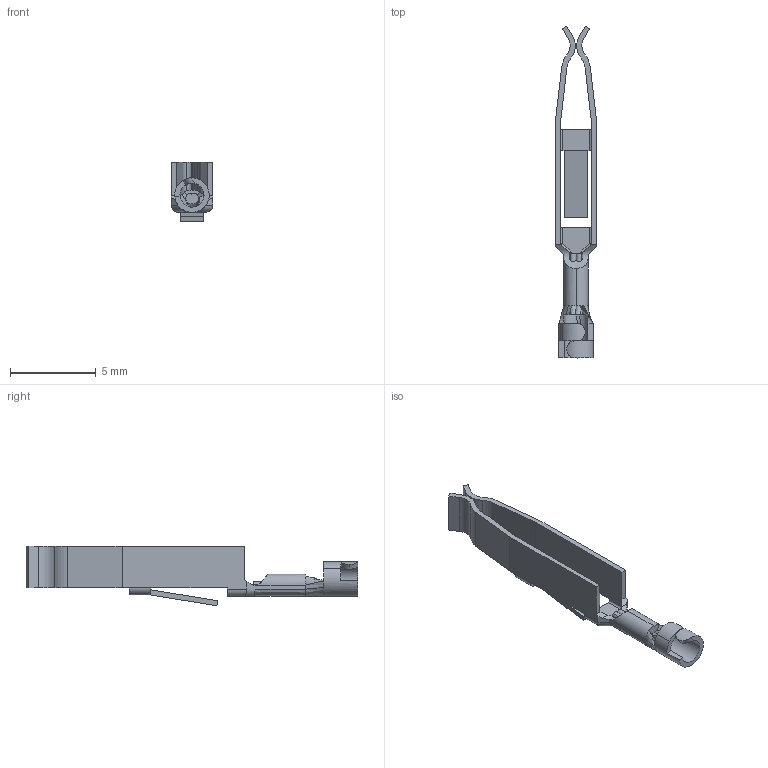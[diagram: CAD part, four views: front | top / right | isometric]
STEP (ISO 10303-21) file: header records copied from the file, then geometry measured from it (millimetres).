
FILE_DESCRIPTION(/* description */ (''),/* implementation_level */ '2;1');
FILE_NAME(/* name */ '3D_1010402020901_CBGF-1_5P V1.0.stp',/* time_stamp */ '2023-12-18T17:05:00+08:00',/* author */ (''),/* organization */ (''),/* preprocessor_version */ 'ST-DEVELOPER v18.1',/* originating_system */ 'SIEMENS PLM Software NX 1980',/* authorisation */ '');
FILE_SCHEMA (('TECHNICAL_DATA_PACKAGING'));
Length unit declared in the file: millimetre
Products named in the file (1): 3D_1010402020901_CBGF-1_5P_stp
Bounding box: 2.4 x 19.3 x 3.46 mm (x, y, z)
Volume: 30.3 mm3; surface area: 213.4 mm2
Topology: 1 solids, 1 shells, 123 faces, 344 edges, 219 vertices
Faces by surface type: plane 56, cylinder 47, bspline 18, extrusion 2
Entity records: 4583 total; most frequent: CARTESIAN_POINT 1630, ORIENTED_EDGE 688, DIRECTION 493, EDGE_CURVE 344, VERTEX_POINT 219, VECTOR 177, LINE 175, AXIS2_PLACEMENT_3D 158
